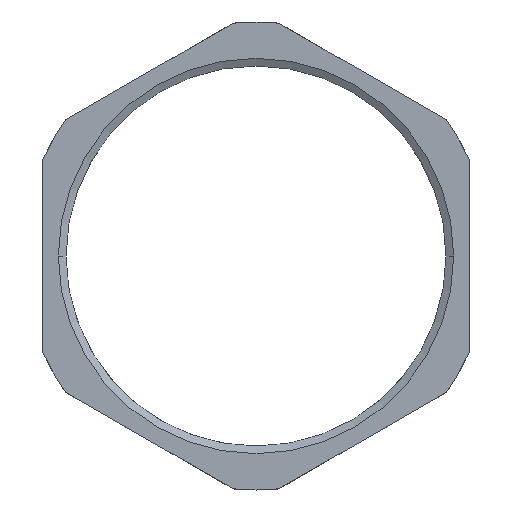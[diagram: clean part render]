
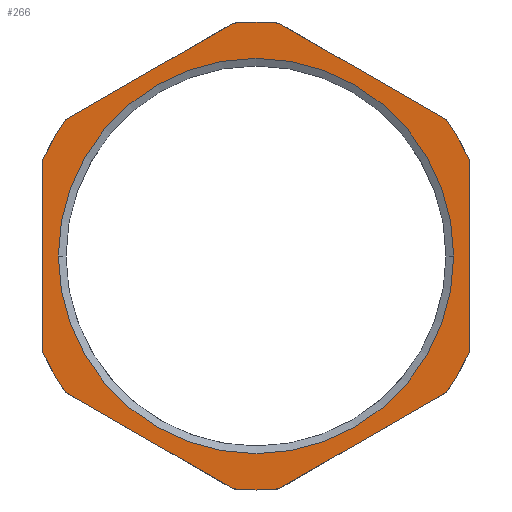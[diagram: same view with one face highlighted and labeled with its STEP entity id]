
A CAD part, top view. The second image highlights one B-rep face of the part: STEP entity #266.
In plain terms, the highlighted planar face has unit normal (0, 0, 1).
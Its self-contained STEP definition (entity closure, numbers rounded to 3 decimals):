
#54=AXIS2_PLACEMENT_3D('Circle Axis2P3D',#52,#53,$) ;
#130=AXIS2_PLACEMENT_3D('Circle Axis2P3D',#128,#129,$) ;
#144=AXIS2_PLACEMENT_3D('Plane Axis2P3D',#141,#142,#143) ;
#49=CARTESIAN_POINT('Vertex',(1.85,28.,5.)) ;
#52=CARTESIAN_POINT('Axis2P3D Location',(25.5,28.,5.)) ;
#56=CARTESIAN_POINT('Vertex',(49.15,28.,5.)) ;
#128=CARTESIAN_POINT('Axis2P3D Location',(25.5,28.,5.)) ;
#141=CARTESIAN_POINT('Axis2P3D Location',(25.5,28.,5.)) ;
#147=CARTESIAN_POINT('Control Point',(51.,16.435,5.)) ;
#148=CARTESIAN_POINT('Control Point',(50.548,15.437,5.)) ;
#149=CARTESIAN_POINT('Control Point',(50.046,14.462,5.)) ;
#150=CARTESIAN_POINT('Control Point',(49.498,13.511,5.)) ;
#151=CARTESIAN_POINT('Control Point',(48.903,12.59,5.)) ;
#152=CARTESIAN_POINT('Control Point',(48.266,11.699,5.)) ;
#153=CARTESIAN_POINT('Vertex',(51.,16.435,5.)) ;
#155=CARTESIAN_POINT('Vertex',(48.266,11.699,5.)) ;
#158=CARTESIAN_POINT('Line Origine',(51.,28.,5.)) ;
#162=CARTESIAN_POINT('Vertex',(51.,39.565,5.)) ;
#166=CARTESIAN_POINT('Control Point',(48.266,44.301,5.)) ;
#167=CARTESIAN_POINT('Control Point',(48.903,43.41,5.)) ;
#168=CARTESIAN_POINT('Control Point',(49.498,42.489,5.)) ;
#169=CARTESIAN_POINT('Control Point',(50.046,41.538,5.)) ;
#170=CARTESIAN_POINT('Control Point',(50.548,40.563,5.)) ;
#171=CARTESIAN_POINT('Control Point',(51.,39.565,5.)) ;
#172=CARTESIAN_POINT('Vertex',(48.266,44.301,5.)) ;
#175=CARTESIAN_POINT('Line Origine',(38.25,50.084,5.)) ;
#179=CARTESIAN_POINT('Vertex',(28.234,55.866,5.)) ;
#183=CARTESIAN_POINT('Control Point',(22.766,55.866,5.)) ;
#184=CARTESIAN_POINT('Control Point',(23.856,55.973,5.)) ;
#185=CARTESIAN_POINT('Control Point',(24.951,56.027,5.)) ;
#186=CARTESIAN_POINT('Control Point',(26.049,56.027,5.)) ;
#187=CARTESIAN_POINT('Control Point',(27.144,55.973,5.)) ;
#188=CARTESIAN_POINT('Control Point',(28.234,55.866,5.)) ;
#189=CARTESIAN_POINT('Vertex',(22.766,55.866,5.)) ;
#192=CARTESIAN_POINT('Line Origine',(12.75,50.084,5.)) ;
#196=CARTESIAN_POINT('Vertex',(2.734,44.301,5.)) ;
#200=CARTESIAN_POINT('Control Point',(0.,39.565,5.)) ;
#201=CARTESIAN_POINT('Control Point',(0.452,40.563,5.)) ;
#202=CARTESIAN_POINT('Control Point',(0.954,41.538,5.)) ;
#203=CARTESIAN_POINT('Control Point',(1.502,42.489,5.)) ;
#204=CARTESIAN_POINT('Control Point',(2.097,43.41,5.)) ;
#205=CARTESIAN_POINT('Control Point',(2.734,44.301,5.)) ;
#206=CARTESIAN_POINT('Vertex',(0.,39.565,5.)) ;
#209=CARTESIAN_POINT('Line Origine',(0.,28.,5.)) ;
#213=CARTESIAN_POINT('Vertex',(0.,16.435,5.)) ;
#217=CARTESIAN_POINT('Control Point',(2.734,11.699,5.)) ;
#218=CARTESIAN_POINT('Control Point',(2.097,12.59,5.)) ;
#219=CARTESIAN_POINT('Control Point',(1.502,13.511,5.)) ;
#220=CARTESIAN_POINT('Control Point',(0.954,14.462,5.)) ;
#221=CARTESIAN_POINT('Control Point',(0.452,15.437,5.)) ;
#222=CARTESIAN_POINT('Control Point',(0.,16.435,5.)) ;
#223=CARTESIAN_POINT('Vertex',(2.734,11.699,5.)) ;
#226=CARTESIAN_POINT('Line Origine',(12.75,5.916,5.)) ;
#230=CARTESIAN_POINT('Vertex',(22.766,0.134,5.)) ;
#234=CARTESIAN_POINT('Control Point',(28.234,0.134,5.)) ;
#235=CARTESIAN_POINT('Control Point',(27.144,0.027,5.)) ;
#236=CARTESIAN_POINT('Control Point',(26.049,-0.027,5.)) ;
#237=CARTESIAN_POINT('Control Point',(24.951,-0.027,5.)) ;
#238=CARTESIAN_POINT('Control Point',(23.856,0.027,5.)) ;
#239=CARTESIAN_POINT('Control Point',(22.766,0.134,5.)) ;
#240=CARTESIAN_POINT('Vertex',(28.234,0.134,5.)) ;
#243=CARTESIAN_POINT('Line Origine',(38.25,5.916,5.)) ;
#53=DIRECTION('Axis2P3D Direction',(0.,0.,1.)) ;
#129=DIRECTION('Axis2P3D Direction',(0.,0.,1.)) ;
#142=DIRECTION('Axis2P3D Direction',(0.,0.,1.)) ;
#143=DIRECTION('Axis2P3D XDirection',(1.,0.,0.)) ;
#159=DIRECTION('Vector Direction',(0.,1.,0.)) ;
#176=DIRECTION('Vector Direction',(-0.866,0.5,0.)) ;
#193=DIRECTION('Vector Direction',(-0.866,-0.5,0.)) ;
#210=DIRECTION('Vector Direction',(0.,-1.,0.)) ;
#227=DIRECTION('Vector Direction',(0.866,-0.5,0.)) ;
#244=DIRECTION('Vector Direction',(0.866,0.5,0.)) ;
#160=VECTOR('Line Direction',#159,1.) ;
#177=VECTOR('Line Direction',#176,1.) ;
#194=VECTOR('Line Direction',#193,1.) ;
#211=VECTOR('Line Direction',#210,1.) ;
#228=VECTOR('Line Direction',#227,1.) ;
#245=VECTOR('Line Direction',#244,1.) ;
#249=ORIENTED_EDGE('',*,*,#157,.F.) ;
#250=ORIENTED_EDGE('',*,*,#164,.T.) ;
#251=ORIENTED_EDGE('',*,*,#174,.F.) ;
#252=ORIENTED_EDGE('',*,*,#181,.T.) ;
#253=ORIENTED_EDGE('',*,*,#191,.F.) ;
#254=ORIENTED_EDGE('',*,*,#198,.T.) ;
#255=ORIENTED_EDGE('',*,*,#208,.F.) ;
#256=ORIENTED_EDGE('',*,*,#215,.T.) ;
#257=ORIENTED_EDGE('',*,*,#225,.F.) ;
#258=ORIENTED_EDGE('',*,*,#232,.T.) ;
#259=ORIENTED_EDGE('',*,*,#242,.F.) ;
#260=ORIENTED_EDGE('',*,*,#247,.T.) ;
#263=ORIENTED_EDGE('',*,*,#58,.T.) ;
#264=ORIENTED_EDGE('',*,*,#132,.T.) ;
#265=FACE_BOUND('',#262,.T.) ;
#266=ADVANCED_FACE('Schnitt-Rotation1',(#261,#265),#145,.T.) ;
#146=B_SPLINE_CURVE_WITH_KNOTS('',5,(#147,#148,#149,#150,#151,#152),.UNSPECIFIED.,.F.,.U.,(6,6),(0.,7.746),.UNSPECIFIED.) ;
#165=B_SPLINE_CURVE_WITH_KNOTS('',5,(#166,#167,#168,#169,#170,#171),.UNSPECIFIED.,.F.,.U.,(6,6),(0.,7.746),.UNSPECIFIED.) ;
#182=B_SPLINE_CURVE_WITH_KNOTS('',5,(#183,#184,#185,#186,#187,#188),.UNSPECIFIED.,.F.,.U.,(6,6),(0.,7.746),.UNSPECIFIED.) ;
#199=B_SPLINE_CURVE_WITH_KNOTS('',5,(#200,#201,#202,#203,#204,#205),.UNSPECIFIED.,.F.,.U.,(6,6),(0.,7.746),.UNSPECIFIED.) ;
#216=B_SPLINE_CURVE_WITH_KNOTS('',5,(#217,#218,#219,#220,#221,#222),.UNSPECIFIED.,.F.,.U.,(6,6),(0.,7.746),.UNSPECIFIED.) ;
#233=B_SPLINE_CURVE_WITH_KNOTS('',5,(#234,#235,#236,#237,#238,#239),.UNSPECIFIED.,.F.,.U.,(6,6),(0.,7.746),.UNSPECIFIED.) ;
#55=CIRCLE('generated circle',#54,23.65) ;
#131=CIRCLE('generated circle',#130,23.65) ;
#58=EDGE_CURVE('',#57,#50,#55,.F.) ;
#132=EDGE_CURVE('',#50,#57,#131,.F.) ;
#157=EDGE_CURVE('',#154,#156,#146,.T.) ;
#164=EDGE_CURVE('',#154,#163,#161,.T.) ;
#174=EDGE_CURVE('',#173,#163,#165,.T.) ;
#181=EDGE_CURVE('',#173,#180,#178,.T.) ;
#191=EDGE_CURVE('',#190,#180,#182,.T.) ;
#198=EDGE_CURVE('',#190,#197,#195,.T.) ;
#208=EDGE_CURVE('',#207,#197,#199,.T.) ;
#215=EDGE_CURVE('',#207,#214,#212,.T.) ;
#225=EDGE_CURVE('',#224,#214,#216,.T.) ;
#232=EDGE_CURVE('',#224,#231,#229,.T.) ;
#242=EDGE_CURVE('',#241,#231,#233,.T.) ;
#247=EDGE_CURVE('',#241,#156,#246,.T.) ;
#248=EDGE_LOOP('',(#249,#250,#251,#252,#253,#254,#255,#256,#257,#258,#259,#260)) ;
#262=EDGE_LOOP('',(#263,#264)) ;
#261=FACE_OUTER_BOUND('',#248,.T.) ;
#161=LINE('Line',#158,#160) ;
#178=LINE('Line',#175,#177) ;
#195=LINE('Line',#192,#194) ;
#212=LINE('Line',#209,#211) ;
#229=LINE('Line',#226,#228) ;
#246=LINE('Line',#243,#245) ;
#145=PLANE('',#144) ;
#50=VERTEX_POINT('',#49) ;
#57=VERTEX_POINT('',#56) ;
#154=VERTEX_POINT('',#153) ;
#156=VERTEX_POINT('',#155) ;
#163=VERTEX_POINT('',#162) ;
#173=VERTEX_POINT('',#172) ;
#180=VERTEX_POINT('',#179) ;
#190=VERTEX_POINT('',#189) ;
#197=VERTEX_POINT('',#196) ;
#207=VERTEX_POINT('',#206) ;
#214=VERTEX_POINT('',#213) ;
#224=VERTEX_POINT('',#223) ;
#231=VERTEX_POINT('',#230) ;
#241=VERTEX_POINT('',#240) ;
